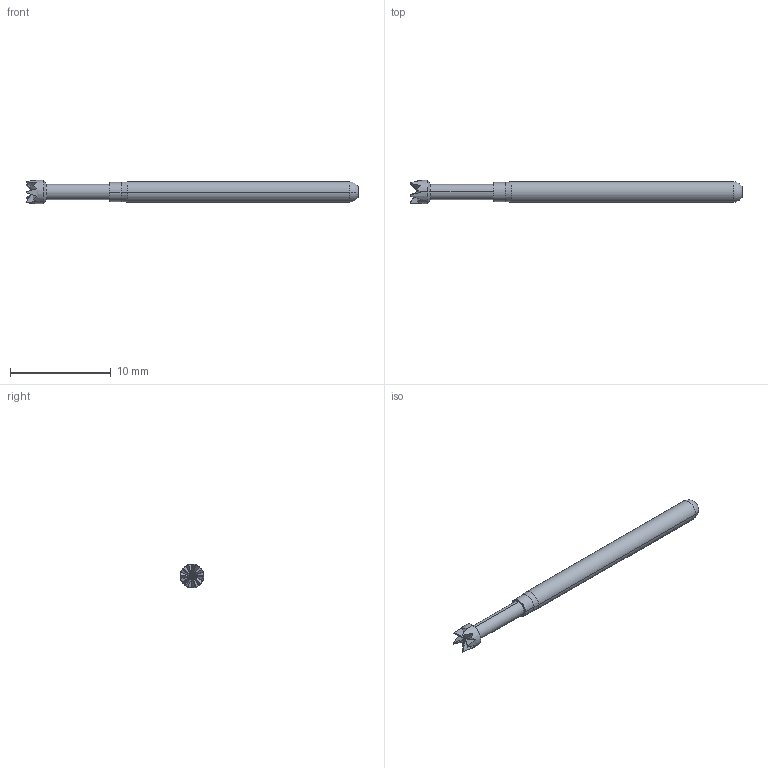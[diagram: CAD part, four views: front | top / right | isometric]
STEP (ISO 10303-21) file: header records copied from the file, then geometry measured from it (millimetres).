
FILE_DESCRIPTION (( 'STEP AP214' ), '1' );
FILE_NAME ('125-PR_2555_.STEP', '2017-11-01T15:50:57', ( '' ), ( '' ), 'SwSTEP 2.0', 'SolidWorks 2017', '' );
FILE_SCHEMA (( 'AUTOMOTIVE_DESIGN' ));
Length unit declared in the file: inch
Products named in the file (1): 125-PR_2555_
Bounding box: 32.89 x 2.36 x 2.36 mm (x, y, z)
Volume: 94.8 mm3; surface area: 208 mm2
Topology: 1 solids, 1 shells, 103 faces, 235 edges, 133 vertices
Faces by surface type: bspline 80, cone 8, plane 7, cylinder 6, sphere 2
Entity records: 16490 total; most frequent: CARTESIAN_POINT 14802, ORIENTED_EDGE 462, EDGE_CURVE 231, B_SPLINE_CURVE_WITH_KNOTS 192, VERTEX_POINT 131, DIRECTION 112, EDGE_LOOP 104, FACE_OUTER_BOUND 103
